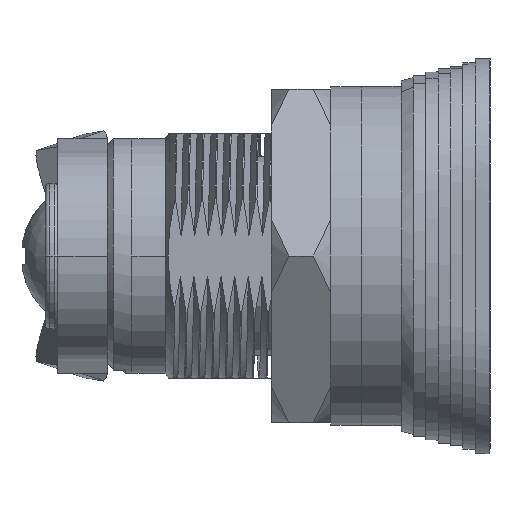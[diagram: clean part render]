
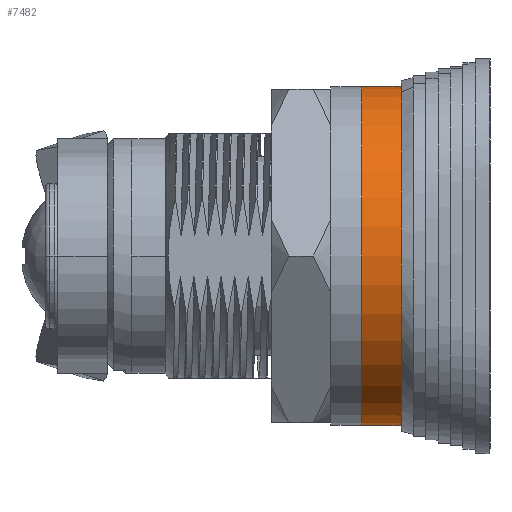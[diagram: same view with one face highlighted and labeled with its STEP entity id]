
A CAD part, left-side view. The second image highlights one B-rep face of the part: STEP entity #7482.
In plain terms, the highlighted conical face has half-angle 0.448 degrees and reference radius 13.75 mm.
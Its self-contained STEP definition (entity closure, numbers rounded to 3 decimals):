
#2053 = DIRECTION ( 'NONE',  ( 0., -1., 0. ) ) ;
#2472 = FACE_OUTER_BOUND ( 'NONE', #33222, .T. ) ;
#2839 = CARTESIAN_POINT ( 'NONE',  ( 0., 7.2, 0. ) ) ;
#3444 = DIRECTION ( 'NONE',  ( 0., -1., 0.008 ) ) ;
#6712 = CARTESIAN_POINT ( 'NONE',  ( 0., 7.2, -13.75 ) ) ;
#7061 = AXIS2_PLACEMENT_3D ( 'NONE', #17188, #2053, #25446 ) ;
#7482 = ADVANCED_FACE ( 'NONE', ( #2472 ), #19079, .T. ) ;
#9136 = AXIS2_PLACEMENT_3D ( 'NONE', #20770, #32474, #24419 ) ;
#9401 = CARTESIAN_POINT ( 'NONE',  ( 0., 7.2, 13.75 ) ) ;
#11182 = EDGE_CURVE ( 'NONE', #29992, #37054, #30329, .T. ) ;
#11188 = ORIENTED_EDGE ( 'NONE', *, *, #11867, .F. ) ;
#11867 = EDGE_CURVE ( 'NONE', #29992, #37671, #33190, .T. ) ;
#12467 = DIRECTION ( 'NONE',  ( 0., -1., -0.008 ) ) ;
#13518 = EDGE_CURVE ( 'NONE', #37671, #32403, #17706, .T. ) ;
#14169 = DIRECTION ( 'NONE',  ( 0., -1., 0. ) ) ;
#17188 = CARTESIAN_POINT ( 'NONE',  ( 0., 10.4, 0. ) ) ;
#17230 = AXIS2_PLACEMENT_3D ( 'NONE', #2839, #14169, #23177 ) ;
#17706 = CIRCLE ( 'NONE', #9136, 13.75 ) ;
#17970 = CARTESIAN_POINT ( 'NONE',  ( 0., 7.2, -13.75 ) ) ;
#19079 = CONICAL_SURFACE ( 'NONE', #17230, 13.75, 0.008 ) ;
#19733 = VECTOR ( 'NONE', #12467, 1000. ) ;
#20415 = CARTESIAN_POINT ( 'NONE',  ( 0., 10.4, -13.725 ) ) ;
#20770 = CARTESIAN_POINT ( 'NONE',  ( 0., 7.2, 0. ) ) ;
#21558 = ORIENTED_EDGE ( 'NONE', *, *, #30049, .T. ) ;
#22362 = VECTOR ( 'NONE', #3444, 1000. ) ;
#23029 = LINE ( 'NONE', #6712, #19733 ) ;
#23177 = DIRECTION ( 'NONE',  ( 0., 0., -1. ) ) ;
#24419 = DIRECTION ( 'NONE',  ( 0., 0., -1. ) ) ;
#25446 = DIRECTION ( 'NONE',  ( 0., 0., -1. ) ) ;
#27695 = ORIENTED_EDGE ( 'NONE', *, *, #13518, .F. ) ;
#28971 = CARTESIAN_POINT ( 'NONE',  ( 0., 10.4, 13.725 ) ) ;
#29992 = VERTEX_POINT ( 'NONE', #28971 ) ;
#30049 = EDGE_CURVE ( 'NONE', #37054, #32403, #23029, .T. ) ;
#30329 = CIRCLE ( 'NONE', #7061, 13.725 ) ;
#32403 = VERTEX_POINT ( 'NONE', #17970 ) ;
#32474 = DIRECTION ( 'NONE',  ( 0., -1., 0. ) ) ;
#33190 = LINE ( 'NONE', #9401, #22362 ) ;
#33222 = EDGE_LOOP ( 'NONE', ( #11188, #33960, #21558, #27695 ) ) ;
#33960 = ORIENTED_EDGE ( 'NONE', *, *, #11182, .T. ) ;
#35035 = CARTESIAN_POINT ( 'NONE',  ( 0., 7.2, 13.75 ) ) ;
#37054 = VERTEX_POINT ( 'NONE', #20415 ) ;
#37671 = VERTEX_POINT ( 'NONE', #35035 ) ;
